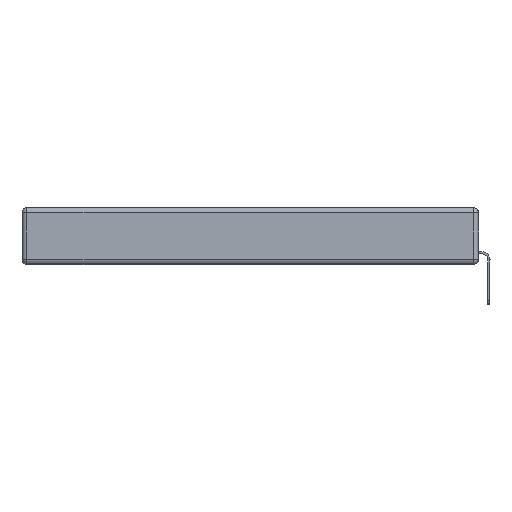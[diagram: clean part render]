
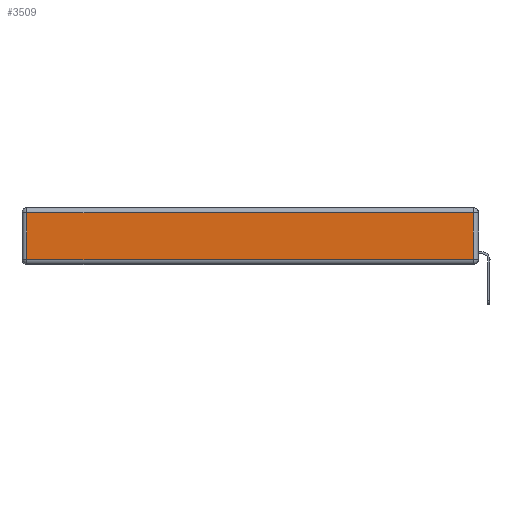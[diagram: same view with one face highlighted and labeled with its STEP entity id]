
A CAD part, left-side view. The second image highlights one B-rep face of the part: STEP entity #3509.
In plain terms, the highlighted planar face has unit normal (-1, 0, 0).
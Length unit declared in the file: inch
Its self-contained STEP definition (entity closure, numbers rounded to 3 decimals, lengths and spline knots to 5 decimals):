
#252 = ORIENTED_EDGE ( 'NONE', *, *, #11269, .T. ) ;
#828 = CARTESIAN_POINT ( 'NONE',  ( 0., 2.72, -0.03 ) ) ;
#1094 = VECTOR ( 'NONE', #5102, 39.37008 ) ;
#1361 = EDGE_LOOP ( 'NONE', ( #8067, #252, #13878, #4658 ) ) ;
#1981 = DIRECTION ( 'NONE',  ( -1., 0., 0. ) ) ;
#2118 = LINE ( 'NONE', #13670, #1094 ) ;
#2205 = VECTOR ( 'NONE', #8898, 39.37008 ) ;
#2401 = CARTESIAN_POINT ( 'NONE',  ( 0., 2.75, -0.03 ) ) ;
#3509 = ADVANCED_FACE ( 'NONE', ( #9569 ), #12772, .T. ) ;
#4454 = DIRECTION ( 'NONE',  ( 0., 1., 0. ) ) ;
#4589 = CARTESIAN_POINT ( 'NONE',  ( 0., 0., -0.313 ) ) ;
#4658 = ORIENTED_EDGE ( 'NONE', *, *, #12188, .T. ) ;
#5102 = DIRECTION ( 'NONE',  ( 0., 0., 1. ) ) ;
#5613 = VERTEX_POINT ( 'NONE', #9607 ) ;
#6248 = AXIS2_PLACEMENT_3D ( 'NONE', #12920, #1981, #11935 ) ;
#7155 = VERTEX_POINT ( 'NONE', #11704 ) ;
#7304 = EDGE_CURVE ( 'NONE', #7155, #9968, #11078, .T. ) ;
#7327 = VECTOR ( 'NONE', #4454, 39.37008 ) ;
#7951 = VERTEX_POINT ( 'NONE', #9231 ) ;
#8067 = ORIENTED_EDGE ( 'NONE', *, *, #10070, .T. ) ;
#8430 = DIRECTION ( 'NONE',  ( 0., 0., -1. ) ) ;
#8898 = DIRECTION ( 'NONE',  ( 0., -1., 0. ) ) ;
#9231 = CARTESIAN_POINT ( 'NONE',  ( 0., 0.03, -0.313 ) ) ;
#9569 = FACE_OUTER_BOUND ( 'NONE', #1361, .T. ) ;
#9607 = CARTESIAN_POINT ( 'NONE',  ( 0., 2.72, -0.313 ) ) ;
#9713 = LINE ( 'NONE', #13908, #11265 ) ;
#9968 = VERTEX_POINT ( 'NONE', #828 ) ;
#10070 = EDGE_CURVE ( 'NONE', #5613, #7951, #11137, .T. ) ;
#11078 = LINE ( 'NONE', #2401, #7327 ) ;
#11137 = LINE ( 'NONE', #4589, #2205 ) ;
#11265 = VECTOR ( 'NONE', #8430, 39.37008 ) ;
#11269 = EDGE_CURVE ( 'NONE', #7951, #7155, #2118, .T. ) ;
#11704 = CARTESIAN_POINT ( 'NONE',  ( 0., 0.03, -0.03 ) ) ;
#11935 = DIRECTION ( 'NONE',  ( 0., 0., 1. ) ) ;
#12188 = EDGE_CURVE ( 'NONE', #9968, #5613, #9713, .T. ) ;
#12772 = PLANE ( 'NONE',  #6248 ) ;
#12920 = CARTESIAN_POINT ( 'NONE',  ( 0., 0., -0.343 ) ) ;
#13670 = CARTESIAN_POINT ( 'NONE',  ( 0., 0.03, -0.343 ) ) ;
#13878 = ORIENTED_EDGE ( 'NONE', *, *, #7304, .T. ) ;
#13908 = CARTESIAN_POINT ( 'NONE',  ( 0., 2.72, -0.343 ) ) ;
